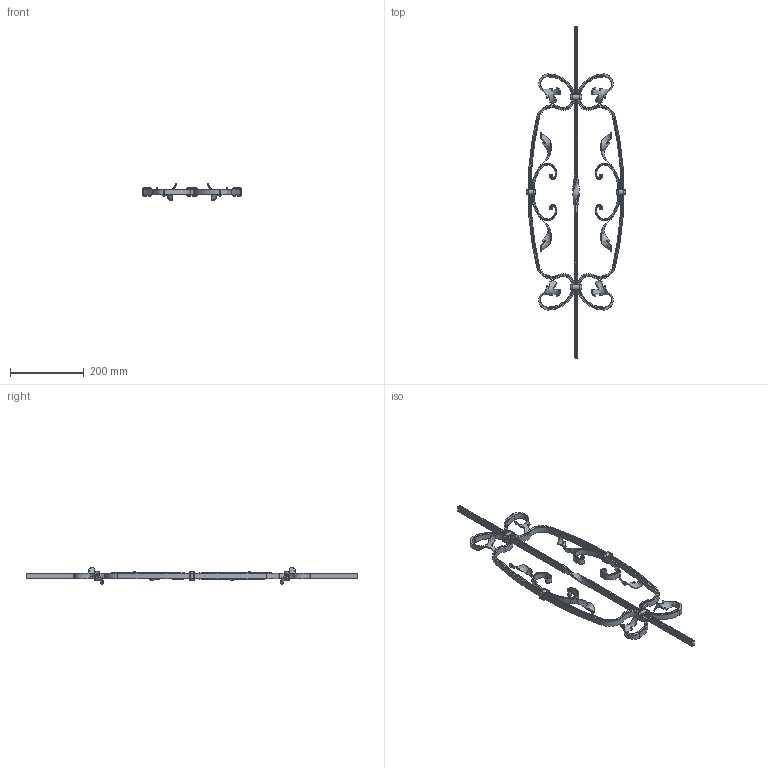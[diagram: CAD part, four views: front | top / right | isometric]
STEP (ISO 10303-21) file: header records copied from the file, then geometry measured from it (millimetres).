
FILE_DESCRIPTION (( 'STEP AP203' ), '1' );
FILE_NAME ('1602.STEP', '2023-07-07T07:00:22', ( '' ), ( '' ), 'SwSTEP 2.0', 'SolidWorks 2018', '' );
FILE_SCHEMA (( 'CONFIG_CONTROL_DESIGN' ));
Length unit declared in the file: millimetre
Products named in the file (1): 1602
Bounding box: 268 x 900 x 45.67 mm (x, y, z)
Volume: 446347.6 mm3; surface area: 211426.1 mm2
Topology: 9 solids, 9 shells, 1292 faces, 3060 edges, 1780 vertices
Faces by surface type: plane 458, bspline 398, cylinder 228, torus 112, cone 96
Entity records: 78465 total; most frequent: CARTESIAN_POINT 51413, ORIENTED_EDGE 6120, DIRECTION 4665, EDGE_CURVE 3060, VERTEX_POINT 1780, AXIS2_PLACEMENT_3D 1599, VECTOR 1467, LINE 1467
